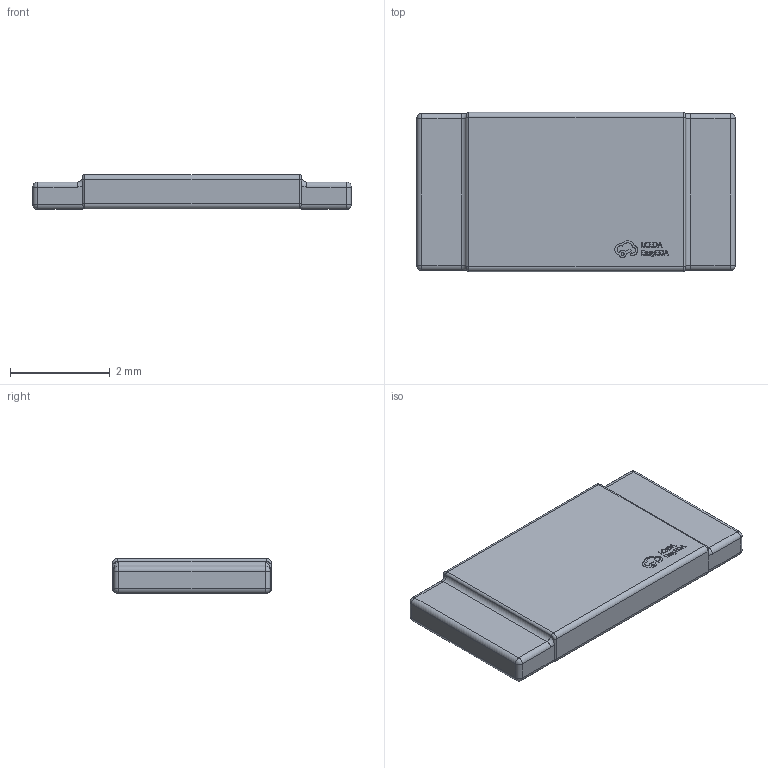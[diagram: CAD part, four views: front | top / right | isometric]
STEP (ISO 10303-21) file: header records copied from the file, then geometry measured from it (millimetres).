
FILE_DESCRIPTION (( 'STEP AP214' ), '1' );
FILE_NAME ('RES-SMD_L6.4-W3.2-1.step', '2023-04-13T01:37:00', ( '' ), ( '' ), 'SwSTEP 2.0', 'SolidWorks 2020', '' );
FILE_SCHEMA (( 'AUTOMOTIVE_DESIGN' ));
Length unit declared in the file: millimetre
Products named in the file (1): RES-SMD_L6.4-W3.2-1
Bounding box: 6.4 x 3.2 x 0.7 mm (x, y, z)
Volume: 13.1 mm3; surface area: 51.4 mm2
Topology: 1 solids, 1 shells, 292 faces, 777 edges, 498 vertices
Faces by surface type: plane 146, bspline 98, cylinder 28, torus 12, sphere 8
Entity records: 12775 total; most frequent: CARTESIAN_POINT 2986, ORIENTED_EDGE 1538, DIRECTION 1011, EDGE_CURVE 769, VERTEX_POINT 498, VECTOR 485, LINE 485, EDGE_LOOP 311
